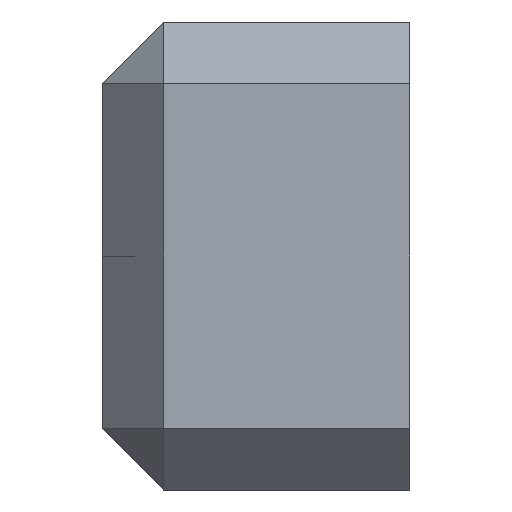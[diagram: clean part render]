
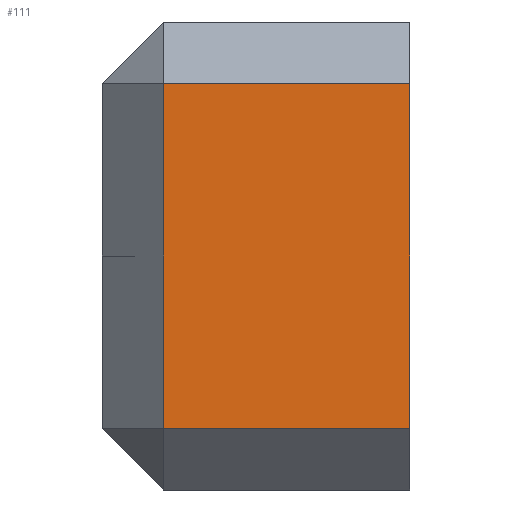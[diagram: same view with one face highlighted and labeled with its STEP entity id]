
A CAD part, left-side view. The second image highlights one B-rep face of the part: STEP entity #111.
In plain terms, the highlighted planar face has unit normal (-1, 0, 0).
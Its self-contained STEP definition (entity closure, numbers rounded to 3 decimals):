
#100 = LINE ( 'NONE', #578, #392 ) ;
#111 = ADVANCED_FACE ( 'NONE', ( #427 ), #443, .F. ) ;
#164 = CARTESIAN_POINT ( 'NONE',  ( -613.176, 8.201, 38. ) ) ;
#234 = LINE ( 'NONE', #1200, #1151 ) ;
#237 = VECTOR ( 'NONE', #1418, 1000. ) ;
#282 = CARTESIAN_POINT ( 'NONE',  ( -613.176, 28.201, 33. ) ) ;
#286 = ORIENTED_EDGE ( 'NONE', *, *, #1440, .T. ) ;
#346 = CARTESIAN_POINT ( 'NONE',  ( -613.176, 33.201, 33. ) ) ;
#348 = DIRECTION ( 'NONE',  ( 0., -1., 0. ) ) ;
#392 = VECTOR ( 'NONE', #838, 1000. ) ;
#427 = FACE_OUTER_BOUND ( 'NONE', #1174, .T. ) ;
#430 = EDGE_CURVE ( 'NONE', #847, #1464, #769, .T. ) ;
#443 = PLANE ( 'NONE',  #906 ) ;
#578 = CARTESIAN_POINT ( 'NONE',  ( -613.176, 28.201, 38. ) ) ;
#692 = DIRECTION ( 'NONE',  ( 1., 0., 0. ) ) ;
#708 = VECTOR ( 'NONE', #1226, 1000. ) ;
#749 = ORIENTED_EDGE ( 'NONE', *, *, #1546, .T. ) ;
#769 = LINE ( 'NONE', #164, #708 ) ;
#838 = DIRECTION ( 'NONE',  ( 0., 0., -1. ) ) ;
#839 = ORIENTED_EDGE ( 'NONE', *, *, #972, .T. ) ;
#847 = VERTEX_POINT ( 'NONE', #1121 ) ;
#906 = AXIS2_PLACEMENT_3D ( 'NONE', #1268, #692, #1148 ) ;
#972 = EDGE_CURVE ( 'NONE', #847, #1168, #1064, .T. ) ;
#1064 = LINE ( 'NONE', #346, #237 ) ;
#1095 = ORIENTED_EDGE ( 'NONE', *, *, #430, .F. ) ;
#1121 = CARTESIAN_POINT ( 'NONE',  ( -613.176, 8.201, 33. ) ) ;
#1148 = DIRECTION ( 'NONE',  ( 0., 0., -1. ) ) ;
#1151 = VECTOR ( 'NONE', #348, 1000. ) ;
#1168 = VERTEX_POINT ( 'NONE', #282 ) ;
#1174 = EDGE_LOOP ( 'NONE', ( #1095, #839, #286, #749 ) ) ;
#1200 = CARTESIAN_POINT ( 'NONE',  ( -613.176, 8.201, 5. ) ) ;
#1226 = DIRECTION ( 'NONE',  ( 0., 0., -1. ) ) ;
#1268 = CARTESIAN_POINT ( 'NONE',  ( -613.176, 33.201, 38. ) ) ;
#1402 = VERTEX_POINT ( 'NONE', #1416 ) ;
#1416 = CARTESIAN_POINT ( 'NONE',  ( -613.176, 28.201, 5. ) ) ;
#1418 = DIRECTION ( 'NONE',  ( 0., 1., 0. ) ) ;
#1430 = CARTESIAN_POINT ( 'NONE',  ( -613.176, 8.201, 5. ) ) ;
#1440 = EDGE_CURVE ( 'NONE', #1168, #1402, #100, .T. ) ;
#1464 = VERTEX_POINT ( 'NONE', #1430 ) ;
#1546 = EDGE_CURVE ( 'NONE', #1402, #1464, #234, .T. ) ;
